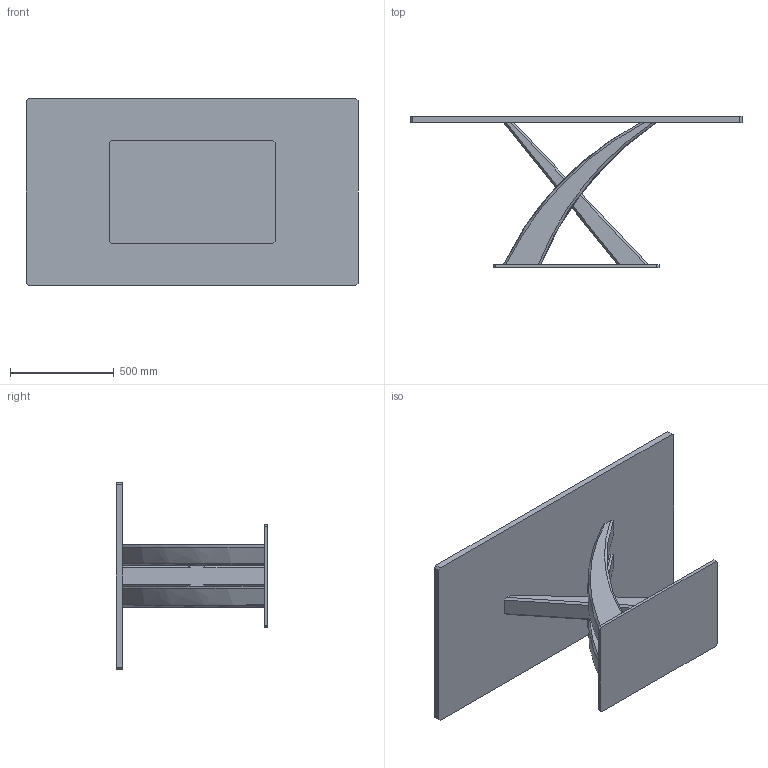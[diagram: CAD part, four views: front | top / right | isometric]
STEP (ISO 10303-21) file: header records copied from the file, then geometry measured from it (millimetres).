
FILE_DESCRIPTION (( 'STEP AP203' ), '1' );
FILE_NAME ('Stol-3.STEP', '2017-03-16T13:20:43', ( '' ), ( '' ), 'SwSTEP 2.0', 'SolidWorks 2016', '' );
FILE_SCHEMA (( 'CONFIG_CONTROL_DESIGN' ));
Length unit declared in the file: millimetre
Products named in the file (1): Stol-3
Bounding box: 1600 x 730 x 900 mm (x, y, z)
Volume: 74857064.2 mm3; surface area: 4886940.3 mm2
Topology: 2 solids, 2 shells, 55 faces, 156 edges, 104 vertices
Faces by surface type: plane 43, bspline 12
Entity records: 5497 total; most frequent: CARTESIAN_POINT 4128, ORIENTED_EDGE 312, DIRECTION 188, EDGE_CURVE 156, VERTEX_POINT 104, VECTOR 100, LINE 100, EDGE_LOOP 58
